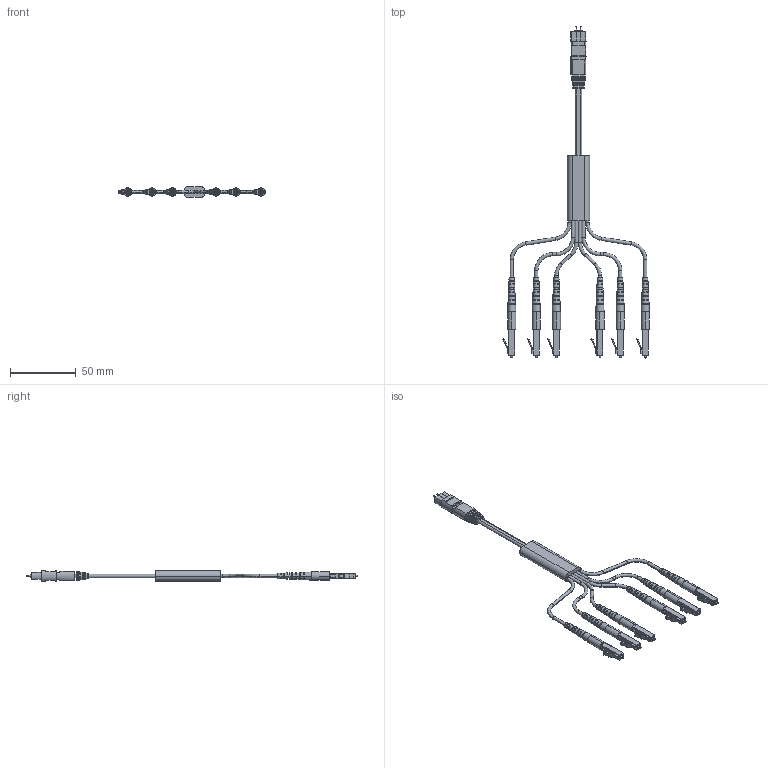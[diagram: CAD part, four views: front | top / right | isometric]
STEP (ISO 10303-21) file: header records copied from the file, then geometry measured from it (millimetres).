
FILE_DESCRIPTION (( 'STEP AP214' ), '1' );
FILE_NAME ('MTPM06-LC.STEP', '2010-10-05T11:55:10', ( 'x' ), ( 'Microsoft' ), 'SwSTEP 2.0', 'SolidWorks 2010', '' );
FILE_SCHEMA (( 'AUTOMOTIVE_DESIGN' ));
Length unit declared in the file: inch
Products named in the file (10): MTPM06-LC; MTPM06-ST-MA1; 3AB04-002; MTPM06-ST-MA2; MTPM06-ST-MA3; MTPM06-ST-MA4; MTPM06-ST-MA5; CONN-LC3-220-3-MA1_WITHOU BACK CLIP; CONN-LC3-220-3; CONN-LC3-220-3-MA2
Assembly tree (17 placements, depth 3):
  MTPM06-LC
    CONN-LC3-220-3  x6
      CONN-LC3-220-3-MA1_WITHOU BACK CLIP
      CONN-LC3-220-3-MA2
    MTPM06-ST-MA5  x2
    MTPM06-ST-MA4  x2
    MTPM06-ST-MA2
    MTPM06-ST-MA3  x2
    3AB04-002
    MTPM06-ST-MA1
Bounding box: 111.72 x 252.55 x 8.13 mm (x, y, z)
Volume: 16157.4 mm3; surface area: 20382.1 mm2
Topology: 21 solids, 21 shells, 1067 faces, 2885 edges, 1818 vertices
Faces by surface type: plane 688, cylinder 195, cone 120, torus 40, sphere 24
Entity records: 10990 total; most frequent: CARTESIAN_POINT 1997, DIRECTION 1614, ORIENTED_EDGE 1540, EDGE_CURVE 770, AXIS2_PLACEMENT_3D 597, VERTEX_POINT 492, LINE 420, VECTOR 420
